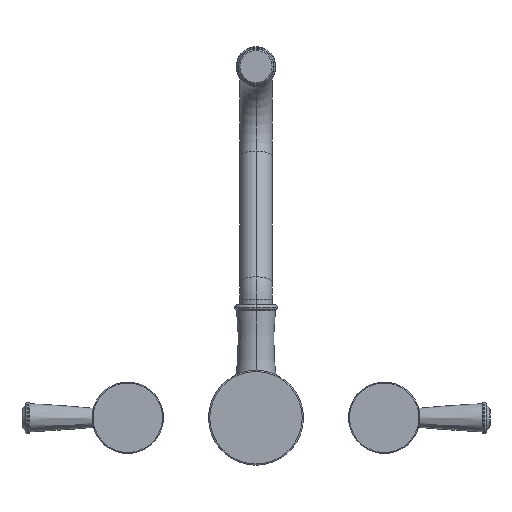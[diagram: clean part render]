
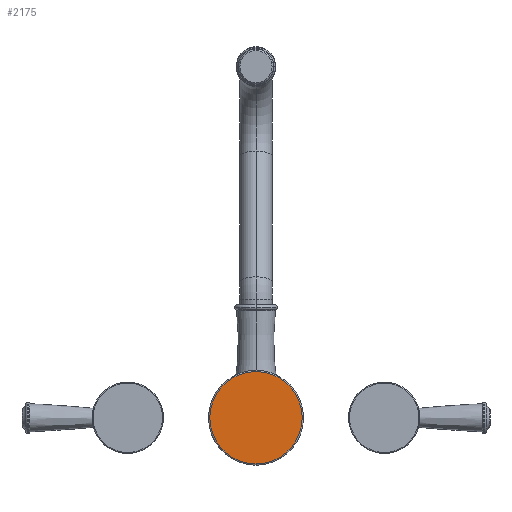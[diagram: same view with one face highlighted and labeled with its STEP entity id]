
A CAD part, front view. The second image highlights one B-rep face of the part: STEP entity #2175.
In plain terms, the highlighted planar face has unit normal (0, -1, 0).
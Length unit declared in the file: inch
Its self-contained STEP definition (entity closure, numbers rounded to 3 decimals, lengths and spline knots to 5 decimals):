
#620=CARTESIAN_POINT('',(0.,0.,0.));
#621=DIRECTION('',(0.,1.,0.));
#622=DIRECTION('',(0.,0.,-1.));
#623=AXIS2_PLACEMENT_3D('',#620,#621,#622);
#625=CARTESIAN_POINT('',(0.,0.,0.));
#626=DIRECTION('',(0.,1.,0.));
#627=DIRECTION('',(0.,0.,1.));
#628=AXIS2_PLACEMENT_3D('',#625,#626,#627);
#1067=CARTESIAN_POINT('',(0.,0.,-1.44054));
#1068=CARTESIAN_POINT('',(0.,0.,1.44054));
#1069=VERTEX_POINT('',#1067);
#1070=VERTEX_POINT('',#1068);
#2166=CARTESIAN_POINT('',(0.,0.,0.));
#2167=DIRECTION('',(0.,-1.,0.));
#2168=DIRECTION('',(0.,0.,1.));
#2169=AXIS2_PLACEMENT_3D('',#2166,#2167,#2168);
#2170=PLANE('',#2169);
#2171=ORIENTED_EDGE('',*,*,#2160,.T.);
#2172=ORIENTED_EDGE('',*,*,#2146,.T.);
#2173=EDGE_LOOP('',(#2171,#2172));
#2174=FACE_OUTER_BOUND('',#2173,.F.);
#2175=ADVANCED_FACE('',(#2174),#2170,.T.);
#624=CIRCLE('',#623,1.44054);
#629=CIRCLE('',#628,1.44054);
#2146=EDGE_CURVE('',#1070,#1069,#629,.T.);
#2160=EDGE_CURVE('',#1069,#1070,#624,.T.);
